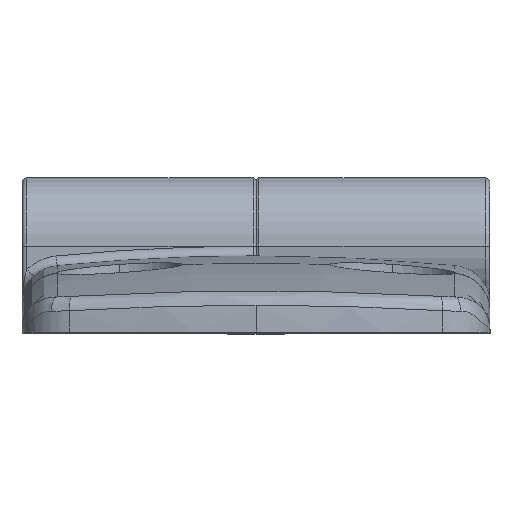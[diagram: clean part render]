
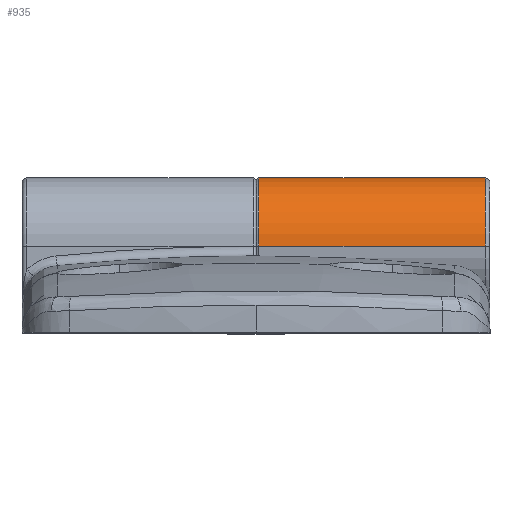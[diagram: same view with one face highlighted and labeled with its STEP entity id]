
A CAD part, top view. The second image highlights one B-rep face of the part: STEP entity #935.
In plain terms, the highlighted cylindrical face has radius 7 mm (diameter 14 mm), a partial arc.
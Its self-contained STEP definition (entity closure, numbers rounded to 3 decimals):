
#69 = EDGE_CURVE ( 'NONE', #327, #2226, #4149, .T. ) ;
#234 = ORIENTED_EDGE ( 'NONE', *, *, #4155, .T. ) ;
#272 = LINE ( 'NONE', #3203, #2797 ) ;
#305 = CIRCLE ( 'NONE', #4145, 7. ) ;
#316 = CYLINDRICAL_SURFACE ( 'NONE', #2799, 7. ) ;
#327 = VERTEX_POINT ( 'NONE', #1854 ) ;
#369 = DIRECTION ( 'NONE',  ( -1., 0., 0. ) ) ;
#489 = DIRECTION ( 'NONE',  ( -1., 0., 0. ) ) ;
#556 = DIRECTION ( 'NONE',  ( 1., 0., 0. ) ) ;
#596 = ORIENTED_EDGE ( 'NONE', *, *, #69, .F. ) ;
#935 = ADVANCED_FACE ( 'NONE', ( #2132 ), #316, .T. ) ;
#1130 = ORIENTED_EDGE ( 'NONE', *, *, #2162, .T. ) ;
#1285 = CARTESIAN_POINT ( 'NONE',  ( 23.5, 8.9, 0. ) ) ;
#1518 = EDGE_CURVE ( 'NONE', #3722, #2226, #305, .T. ) ;
#1608 = CARTESIAN_POINT ( 'NONE',  ( 24., 8.9, 7. ) ) ;
#1626 = DIRECTION ( 'NONE',  ( 0., 0., 1. ) ) ;
#1645 = CARTESIAN_POINT ( 'NONE',  ( 0.3, 8.9, 7. ) ) ;
#1854 = CARTESIAN_POINT ( 'NONE',  ( 23.5, 8.9, 7. ) ) ;
#2132 = FACE_OUTER_BOUND ( 'NONE', #2442, .T. ) ;
#2146 = CARTESIAN_POINT ( 'NONE',  ( 0.3, 8.9, -7. ) ) ;
#2162 = EDGE_CURVE ( 'NONE', #327, #3266, #2827, .T. ) ;
#2226 = VERTEX_POINT ( 'NONE', #1645 ) ;
#2442 = EDGE_LOOP ( 'NONE', ( #596, #1130, #234, #3171 ) ) ;
#2622 = CARTESIAN_POINT ( 'NONE',  ( 0.3, 8.9, 0. ) ) ;
#2797 = VECTOR ( 'NONE', #489, 1000. ) ;
#2799 = AXIS2_PLACEMENT_3D ( 'NONE', #3372, #369, #3461 ) ;
#2827 = CIRCLE ( 'NONE', #3891, 7. ) ;
#2968 = DIRECTION ( 'NONE',  ( 0., 0., 1. ) ) ;
#3171 = ORIENTED_EDGE ( 'NONE', *, *, #1518, .T. ) ;
#3203 = CARTESIAN_POINT ( 'NONE',  ( 24., 8.9, -7. ) ) ;
#3266 = VERTEX_POINT ( 'NONE', #3272 ) ;
#3272 = CARTESIAN_POINT ( 'NONE',  ( 23.5, 8.9, -7. ) ) ;
#3372 = CARTESIAN_POINT ( 'NONE',  ( 24., 8.9, 0. ) ) ;
#3461 = DIRECTION ( 'NONE',  ( 0., 0., 1. ) ) ;
#3722 = VERTEX_POINT ( 'NONE', #2146 ) ;
#3727 = DIRECTION ( 'NONE',  ( -1., 0., 0. ) ) ;
#3891 = AXIS2_PLACEMENT_3D ( 'NONE', #1285, #3727, #1626 ) ;
#4064 = DIRECTION ( 'NONE',  ( -1., 0., 0. ) ) ;
#4145 = AXIS2_PLACEMENT_3D ( 'NONE', #2622, #556, #2968 ) ;
#4149 = LINE ( 'NONE', #1608, #4241 ) ;
#4155 = EDGE_CURVE ( 'NONE', #3266, #3722, #272, .T. ) ;
#4241 = VECTOR ( 'NONE', #4064, 1000. ) ;
